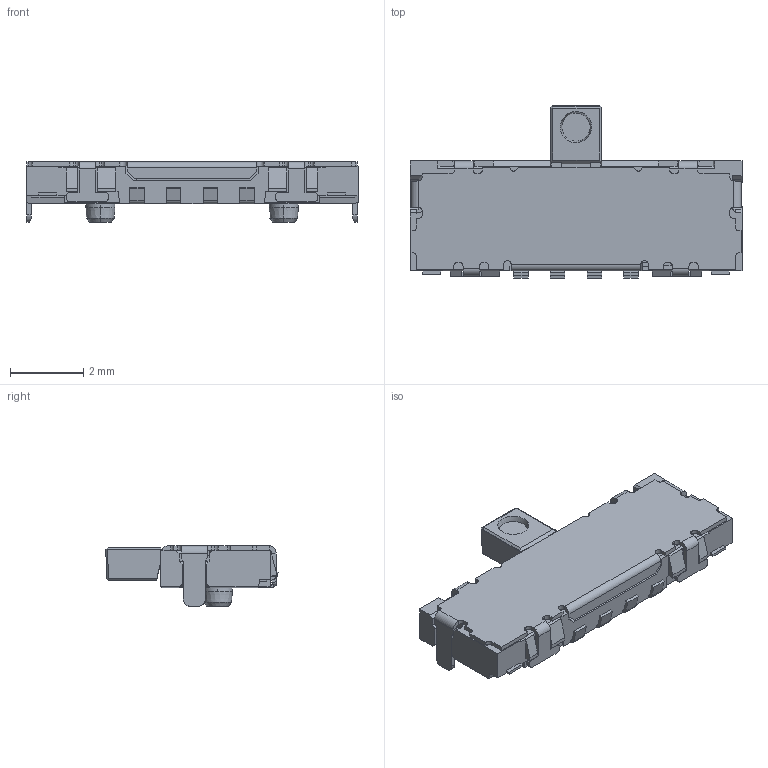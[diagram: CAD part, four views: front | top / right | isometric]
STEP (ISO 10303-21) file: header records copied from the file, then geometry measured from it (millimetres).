
FILE_DESCRIPTION (( 'STEP AP214' ), '1' );
FILE_NAME ('SSAG230200.STEP', '2011-04-22T05:57:00', ( ' ' ), ( '' ), 'SwSTEP 2.0', 'SolidWorks 2007', '' );
FILE_SCHEMA (( 'AUTOMOTIVE_DESIGN' ));
Length unit declared in the file: millimetre
Products named in the file (1): SSAG230200
Bounding box: 9.05 x 4.7 x 1.65 mm (x, y, z)
Volume: 31.4 mm3; surface area: 116.8 mm2
Topology: 1 solids, 1 shells, 691 faces, 1902 edges, 1225 vertices
Faces by surface type: plane 518, cylinder 152, cone 19, bspline 2
Entity records: 29662 total; most frequent: CARTESIAN_POINT 5109, ORIENTED_EDGE 3804, DIRECTION 3105, EDGE_CURVE 1902, VECTOR 1381, LINE 1381, VERTEX_POINT 1225, AXIS2_PLACEMENT_3D 862
